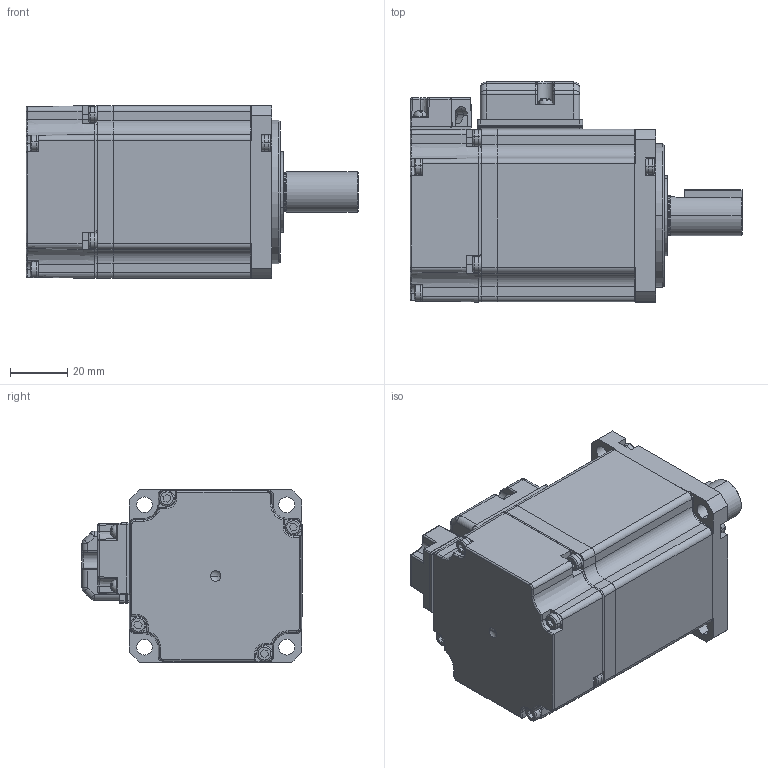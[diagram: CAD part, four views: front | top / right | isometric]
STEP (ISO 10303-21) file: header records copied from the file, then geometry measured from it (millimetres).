
FILE_DESCRIPTION (( 'STEP AP203' ), '1' );
FILE_NAME ('EM1-200W-K-O.STEP', '2019-12-05T05:28:58', ( '' ), ( '' ), 'SwSTEP 2.0', 'SolidWorks 2015', '' );
FILE_SCHEMA (( 'CONFIG_CONTROL_DESIGN' ));
Length unit declared in the file: millimetre
Products named in the file (1): EM1-200W-K-O
Bounding box: 115.5 x 76.55 x 60.1 mm (x, y, z)
Surface area: 42461.7 mm2 (no closed solid volume)
Topology: 0 solids, 37 shells, 725 faces, 2352 edges, 1614 vertices
Faces by surface type: plane 318, cylinder 222, cone 69, torus 68, sphere 29, bspline 19
Entity records: 27808 total; most frequent: CARTESIAN_POINT 7178, DIRECTION 4513, ORIENTED_EDGE 3877, EDGE_CURVE 2314, AXIS2_PLACEMENT_3D 1646, VERTEX_POINT 1602, LINE 1221, VECTOR 1221
